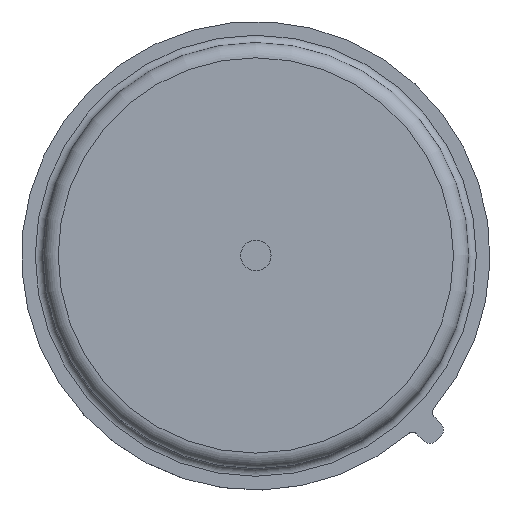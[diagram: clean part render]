
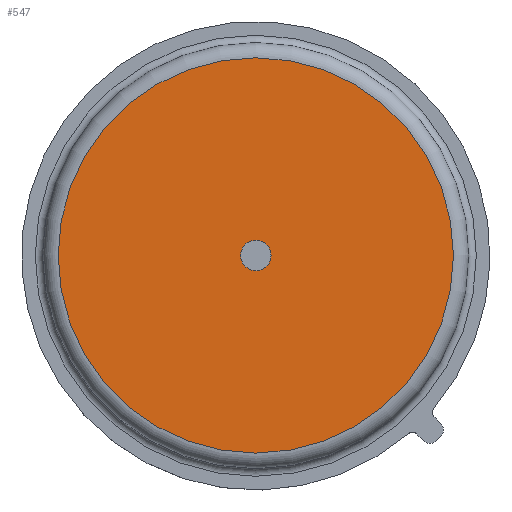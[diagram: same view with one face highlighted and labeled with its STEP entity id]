
A CAD part, top view. The second image highlights one B-rep face of the part: STEP entity #547.
In plain terms, the highlighted planar face has unit normal (0, 0, 1).
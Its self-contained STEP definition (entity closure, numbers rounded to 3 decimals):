
#79=PLANE('',#633);
#113=FACE_BOUND('',#201,.T.);
#140=FACE_OUTER_BOUND('',#200,.T.);
#200=EDGE_LOOP('',(#448));
#201=EDGE_LOOP('',(#449));
#257=CIRCLE('',#606,0.5);
#271=CIRCLE('',#632,6.475);
#299=VERTEX_POINT('',#915);
#319=VERTEX_POINT('',#974);
#347=EDGE_CURVE('',#299,#299,#257,.T.);
#374=EDGE_CURVE('',#319,#319,#271,.T.);
#448=ORIENTED_EDGE('',*,*,#374,.F.);
#449=ORIENTED_EDGE('',*,*,#347,.T.);
#547=ADVANCED_FACE('',(#140,#113),#79,.T.);
#606=AXIS2_PLACEMENT_3D('',#916,#707,#708);
#632=AXIS2_PLACEMENT_3D('',#975,#772,#773);
#633=AXIS2_PLACEMENT_3D('',#976,#774,#775);
#707=DIRECTION('center_axis',(0.,0.,-1.));
#708=DIRECTION('ref_axis',(-1.,0.,0.));
#772=DIRECTION('center_axis',(0.,0.,-1.));
#773=DIRECTION('ref_axis',(-1.,0.,0.));
#774=DIRECTION('center_axis',(0.,0.,1.));
#775=DIRECTION('ref_axis',(1.,0.,0.));
#915=CARTESIAN_POINT('',(0.5,0.,6.9));
#916=CARTESIAN_POINT('Origin',(0.,0.,6.9));
#974=CARTESIAN_POINT('',(6.475,0.,6.9));
#975=CARTESIAN_POINT('Origin',(0.,0.,6.9));
#976=CARTESIAN_POINT('Origin',(0.,0.,
6.9));
